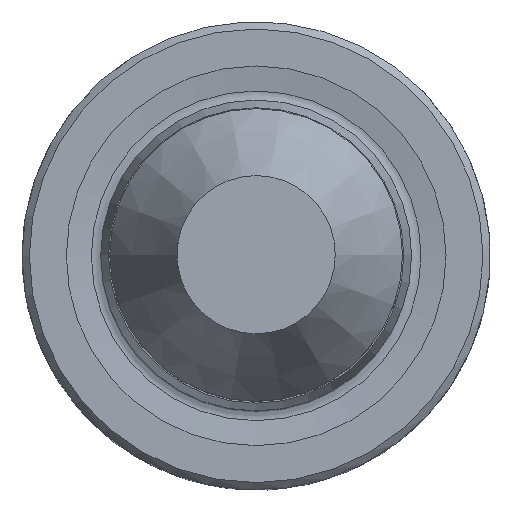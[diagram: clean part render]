
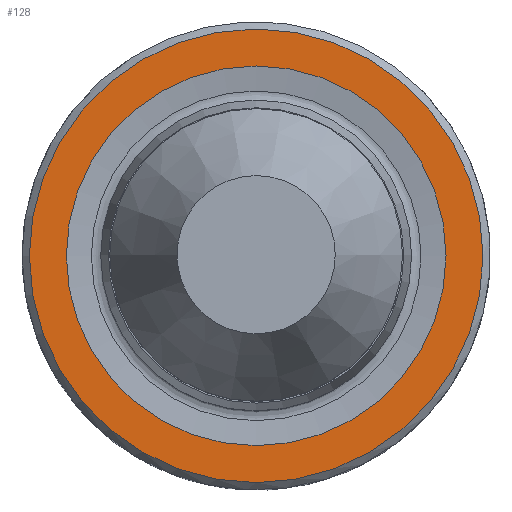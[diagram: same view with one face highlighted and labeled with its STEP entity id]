
A CAD part, top view. The second image highlights one B-rep face of the part: STEP entity #128.
In plain terms, the highlighted planar face has unit normal (0, 0, 1).
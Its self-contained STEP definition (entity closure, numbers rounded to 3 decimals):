
#114=PLANE('',#463);
#128=ADVANCED_FACE('CU_SU1',(#166,#167),#114,.F.);
#166=FACE_BOUND('',#212,.T.);
#167=FACE_BOUND('',#213,.T.);
#212=EDGE_LOOP('',(#258));
#213=EDGE_LOOP('',(#259));
#258=ORIENTED_EDGE('',*,*,#319,.F.);
#259=ORIENTED_EDGE('',*,*,#320,.T.);
#295=VERTEX_POINT('',#650);
#296=VERTEX_POINT('',#653);
#319=EDGE_CURVE('',#295,#295,#342,.T.);
#320=EDGE_CURVE('',#296,#296,#343,.T.);
#342=CIRCLE('',#460,6.2);
#343=CIRCLE('',#462,5.19);
#460=AXIS2_PLACEMENT_3D('',#649,#541,#542);
#462=AXIS2_PLACEMENT_3D('',#652,#545,#546);
#463=AXIS2_PLACEMENT_3D('',#654,#547,#548);
#541=DIRECTION('',(0.,0.,-1.));
#542=DIRECTION('',(-1.,0.,0.));
#545=DIRECTION('',(0.,0.,-1.));
#546=DIRECTION('',(-1.,0.,0.));
#547=DIRECTION('',(0.,0.,-1.));
#548=DIRECTION('',(-1.,0.,0.));
#649=CARTESIAN_POINT('',(0.,0.,0.));
#650=CARTESIAN_POINT('',(-6.2,0.,0.));
#652=CARTESIAN_POINT('',(0.,0.,0.));
#653=CARTESIAN_POINT('',(-5.19,0.,0.));
#654=CARTESIAN_POINT('',(0.,5.19,0.));
